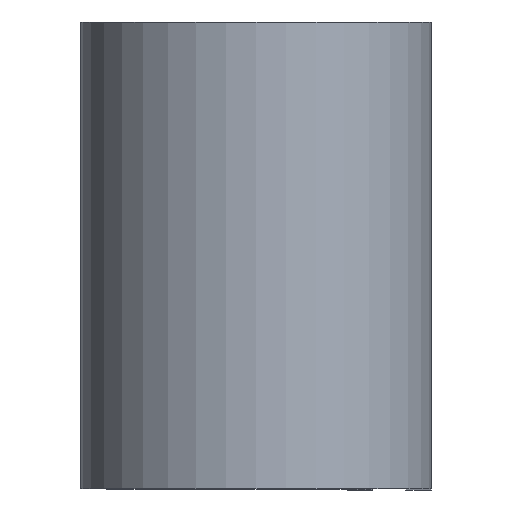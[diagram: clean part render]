
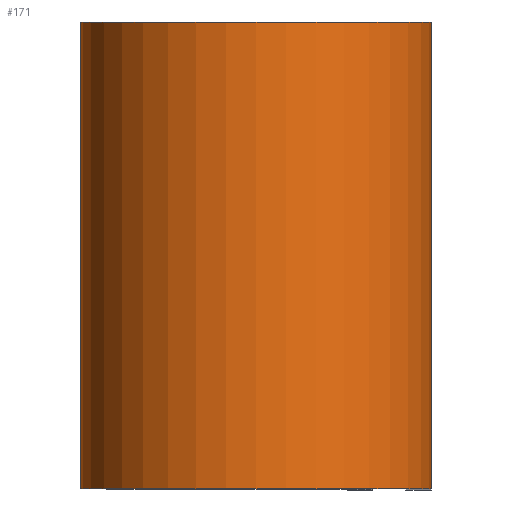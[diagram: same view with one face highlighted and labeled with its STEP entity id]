
A CAD part, top view. The second image highlights one B-rep face of the part: STEP entity #171.
In plain terms, the highlighted cylindrical face has radius 8.357 mm (diameter 16.713 mm), a partial arc.
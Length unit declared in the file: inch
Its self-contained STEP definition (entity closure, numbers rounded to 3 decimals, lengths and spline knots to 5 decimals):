
#7 = CIRCLE ( 'NONE', #629, 0.329 ) ;
#17 = LINE ( 'NONE', #18, #55 ) ;
#18 = CARTESIAN_POINT ( 'NONE',  ( 0., 0.4375, -0.329 ) ) ;
#21 = DIRECTION ( 'NONE',  ( 0., -1., 0. ) ) ;
#24 = DIRECTION ( 'NONE',  ( 0., -1., 0. ) ) ;
#32 = AXIS2_PLACEMENT_3D ( 'NONE', #303, #296, #294 ) ;
#41 = FACE_OUTER_BOUND ( 'NONE', #351, .T. ) ;
#50 = CYLINDRICAL_SURFACE ( 'NONE', #301, 0.329 ) ;
#55 = VECTOR ( 'NONE', #21, 39.37008 ) ;
#80 = CARTESIAN_POINT ( 'NONE',  ( 0., 0.4375, 0. ) ) ;
#84 = DIRECTION ( 'NONE',  ( 1., 0., 0. ) ) ;
#86 = DIRECTION ( 'NONE',  ( 0., 1., 0. ) ) ;
#89 = EDGE_CURVE ( 'NONE', #476, #144, #596, .T. ) ;
#111 = EDGE_CURVE ( 'NONE', #144, #472, #598, .T. ) ;
#112 = CARTESIAN_POINT ( 'NONE',  ( 0., -0.4375, 0. ) ) ;
#114 = VERTEX_POINT ( 'NONE', #397 ) ;
#138 = ORIENTED_EDGE ( 'NONE', *, *, #111, .F. ) ;
#144 = VERTEX_POINT ( 'NONE', #245 ) ;
#160 = EDGE_CURVE ( 'NONE', #114, #472, #7, .T. ) ;
#171 = ADVANCED_FACE ( 'NONE', ( #41 ), #50, .T. ) ;
#181 = DIRECTION ( 'NONE',  ( 0., 0., -1. ) ) ;
#187 = EDGE_CURVE ( 'NONE', #476, #114, #17, .T. ) ;
#202 = CARTESIAN_POINT ( 'NONE',  ( 0., 0.4375, -0.329 ) ) ;
#245 = CARTESIAN_POINT ( 'NONE',  ( 0.329, 0.4375, 0. ) ) ;
#248 = DIRECTION ( 'NONE',  ( 0., -1., 0. ) ) ;
#267 = CARTESIAN_POINT ( 'NONE',  ( 0.329, -0.4375, 0. ) ) ;
#284 = CARTESIAN_POINT ( 'NONE',  ( 0.329, 0.4375, 0. ) ) ;
#294 = DIRECTION ( 'NONE',  ( 1., 0., 0. ) ) ;
#296 = DIRECTION ( 'NONE',  ( 0., 1., 0. ) ) ;
#301 = AXIS2_PLACEMENT_3D ( 'NONE', #80, #24, #181 ) ;
#303 = CARTESIAN_POINT ( 'NONE',  ( 0., 0.4375, 0. ) ) ;
#351 = EDGE_LOOP ( 'NONE', ( #571, #138, #533, #423 ) ) ;
#397 = CARTESIAN_POINT ( 'NONE',  ( 0., -0.4375, -0.329 ) ) ;
#423 = ORIENTED_EDGE ( 'NONE', *, *, #187, .T. ) ;
#472 = VERTEX_POINT ( 'NONE', #267 ) ;
#476 = VERTEX_POINT ( 'NONE', #202 ) ;
#533 = ORIENTED_EDGE ( 'NONE', *, *, #89, .F. ) ;
#571 = ORIENTED_EDGE ( 'NONE', *, *, #160, .T. ) ;
#596 = CIRCLE ( 'NONE', #32, 0.329 ) ;
#598 = LINE ( 'NONE', #284, #622 ) ;
#622 = VECTOR ( 'NONE', #248, 39.37008 ) ;
#629 = AXIS2_PLACEMENT_3D ( 'NONE', #112, #86, #84 ) ;
